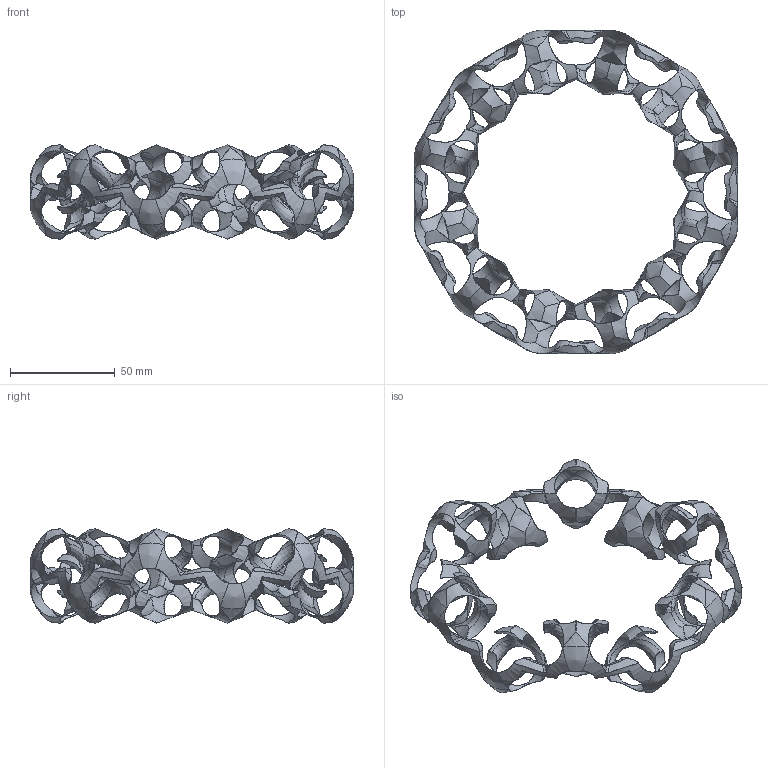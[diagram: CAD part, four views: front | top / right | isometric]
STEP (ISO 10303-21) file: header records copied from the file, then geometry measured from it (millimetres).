
FILE_DESCRIPTION(('FreeCAD Model'),'2;1');
FILE_NAME('Open CASCADE Shape Model','2025-05-04T11:16:27',('FreeCAD'),( 'FreeCAD'),'Open CASCADE STEP processor 7.6','FreeCAD','Unknown');
FILE_SCHEMA(('AUTOMOTIVE_DESIGN { 1 0 10303 214 1 1 1 1 }'));
Products named in the file (1): Open CASCADE STEP translator 7.6 1
Bounding box: 154.28 x 154.28 x 44.88 mm (x, y, z)
Volume: 31209.4 mm3; surface area: 31815.6 mm2
Topology: 1 solids, 1 shells, 1704 faces, 3720 edges, 1908 vertices
Faces by surface type: bspline 1704
Entity records: 73678 total; most frequent: CARTESIAN_POINT 53465, ORIENTED_EDGE 7272, EDGE_CURVE 3636, VERTEX_POINT 1908, ADVANCED_FACE 1704, FACE_BOUND 1704, EDGE_LOOP 1704, B_SPLINE_CURVE_WITH_KNOTS 1236
